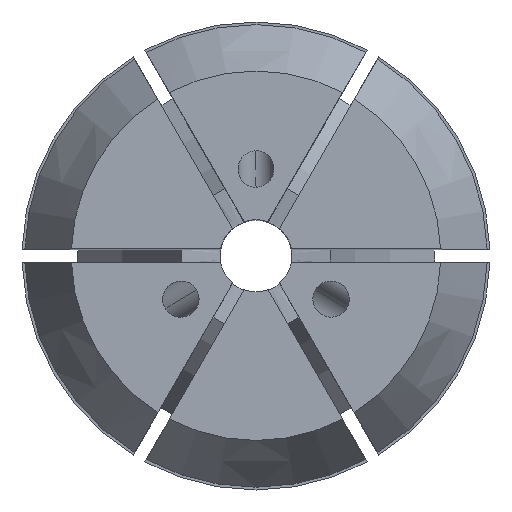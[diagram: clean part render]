
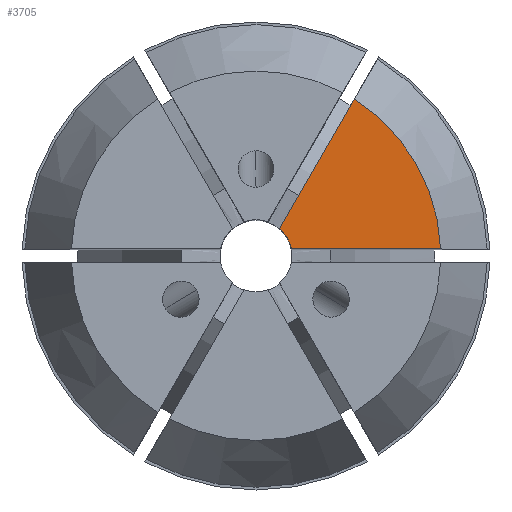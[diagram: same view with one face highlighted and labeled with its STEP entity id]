
A CAD part, top view. The second image highlights one B-rep face of the part: STEP entity #3705.
In plain terms, the highlighted planar face has unit normal (0, 0, 1).
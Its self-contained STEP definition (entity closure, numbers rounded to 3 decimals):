
#6 = EDGE_CURVE ( 'NONE', #3883, #3351, #3943, .T. ) ;
#55 = DIRECTION ( 'NONE',  ( 0., 0., 1. ) ) ;
#137 = CARTESIAN_POINT ( 'NONE',  ( 0., 0.375, 34. ) ) ;
#140 = AXIS2_PLACEMENT_3D ( 'NONE', #432, #55, #2318 ) ;
#248 = DIRECTION ( 'NONE',  ( 0.5, 0.866, 0. ) ) ;
#249 = AXIS2_PLACEMENT_3D ( 'NONE', #2570, #1590, #2553 ) ;
#257 = CARTESIAN_POINT ( 'NONE',  ( 1.965, 0.375, 34. ) ) ;
#432 = CARTESIAN_POINT ( 'NONE',  ( 0., 10.263, 34. ) ) ;
#471 = LINE ( 'NONE', #137, #1382 ) ;
#476 = CARTESIAN_POINT ( 'NONE',  ( 5.453, 8.695, 34. ) ) ;
#649 = ORIENTED_EDGE ( 'NONE', *, *, #2616, .F. ) ;
#812 = CIRCLE ( 'NONE', #3941, 2. ) ;
#880 = CARTESIAN_POINT ( 'NONE',  ( 4.769, 7.51, 34. ) ) ;
#963 = VERTEX_POINT ( 'NONE', #257 ) ;
#1008 = ORIENTED_EDGE ( 'NONE', *, *, #3697, .F. ) ;
#1209 = DIRECTION ( 'NONE',  ( 1., 0., 0. ) ) ;
#1382 = VECTOR ( 'NONE', #2696, 1000. ) ;
#1541 = DIRECTION ( 'NONE',  ( 0., 0., 1. ) ) ;
#1590 = DIRECTION ( 'NONE',  ( 0., 0., -1. ) ) ;
#1617 = FACE_OUTER_BOUND ( 'NONE', #2973, .T. ) ;
#1624 = PLANE ( 'NONE',  #140 ) ;
#2056 = ORIENTED_EDGE ( 'NONE', *, *, #6, .F. ) ;
#2204 = CARTESIAN_POINT ( 'NONE',  ( 1.307, 1.514, 34. ) ) ;
#2318 = DIRECTION ( 'NONE',  ( 1., 0., 0. ) ) ;
#2345 = VERTEX_POINT ( 'NONE', #2496 ) ;
#2496 = CARTESIAN_POINT ( 'NONE',  ( 10.256, 0.375, 34. ) ) ;
#2553 = DIRECTION ( 'NONE',  ( -1., 0., 0. ) ) ;
#2570 = CARTESIAN_POINT ( 'NONE',  ( 0., 0., 34. ) ) ;
#2616 = EDGE_CURVE ( 'NONE', #963, #3883, #812, .T. ) ;
#2696 = DIRECTION ( 'NONE',  ( -1., 0., 0. ) ) ;
#2896 = EDGE_CURVE ( 'NONE', #2345, #963, #471, .T. ) ;
#2973 = EDGE_LOOP ( 'NONE', ( #2056, #649, #3521, #1008 ) ) ;
#3021 = CIRCLE ( 'NONE', #249, 10.263 ) ;
#3351 = VERTEX_POINT ( 'NONE', #476 ) ;
#3419 = CARTESIAN_POINT ( 'NONE',  ( 0., 0., 34. ) ) ;
#3521 = ORIENTED_EDGE ( 'NONE', *, *, #2896, .F. ) ;
#3697 = EDGE_CURVE ( 'NONE', #3351, #2345, #3021, .T. ) ;
#3705 = ADVANCED_FACE ( 'NONE', ( #1617 ), #1624, .T. ) ;
#3839 = VECTOR ( 'NONE', #248, 1000. ) ;
#3883 = VERTEX_POINT ( 'NONE', #2204 ) ;
#3941 = AXIS2_PLACEMENT_3D ( 'NONE', #3419, #1541, #1209 ) ;
#3943 = LINE ( 'NONE', #880, #3839 ) ;
